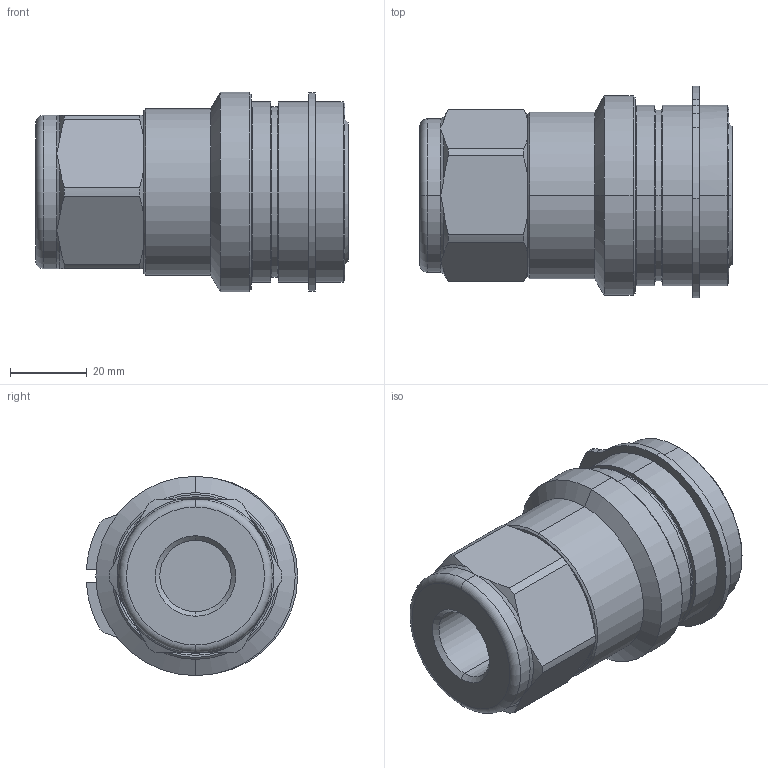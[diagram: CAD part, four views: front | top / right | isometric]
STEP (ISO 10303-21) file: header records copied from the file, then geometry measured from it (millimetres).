
FILE_DESCRIPTION (( 'STEP AP214' ), '1' );
FILE_NAME ('FF5010 CE.STEP', '2013-07-24T09:07:32', ( 'admin' ), ( 'Microsoft' ), 'SwSTEP 2.0', 'SolidWorks 2009', '' );
FILE_SCHEMA (( 'AUTOMOTIVE_DESIGN' ));
Length unit declared in the file: millimetre
Products named in the file (1): FF5010 CE
Bounding box: 81.5 x 55.14 x 52 mm (x, y, z)
Volume: 123342.3 mm3; surface area: 18851.4 mm2
Topology: 1 solids, 1 shells, 150 faces, 346 edges, 210 vertices
Faces by surface type: cylinder 54, torus 33, cone 32, plane 31
Entity records: 4461 total; most frequent: CARTESIAN_POINT 967, DIRECTION 796, ORIENTED_EDGE 692, AXIS2_PLACEMENT_3D 351, EDGE_CURVE 346, VERTEX_POINT 210, CIRCLE 200, EDGE_LOOP 166
